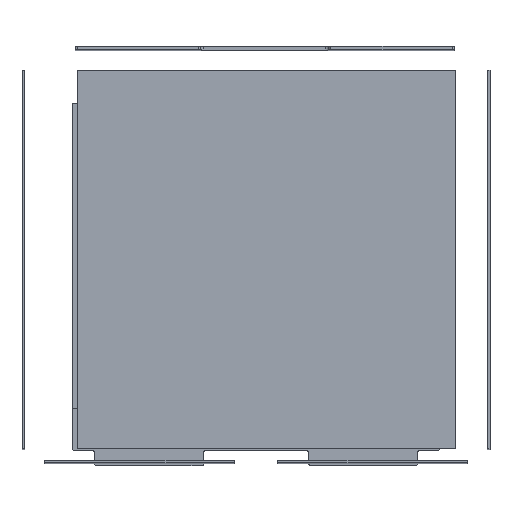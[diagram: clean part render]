
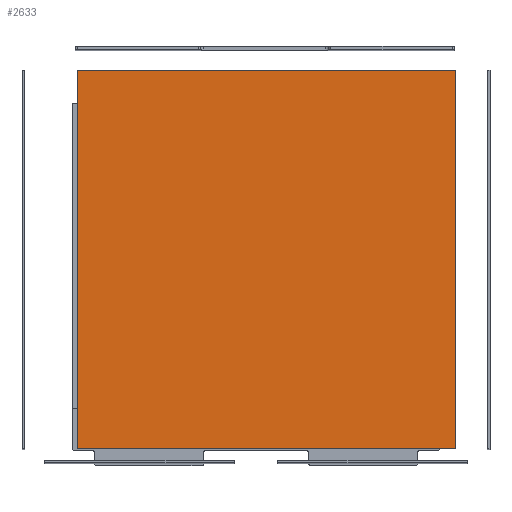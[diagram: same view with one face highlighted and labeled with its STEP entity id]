
A CAD part, top view. The second image highlights one B-rep face of the part: STEP entity #2633.
In plain terms, the highlighted face is planar.
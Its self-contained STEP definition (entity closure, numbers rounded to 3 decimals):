
#372=FACE_OUTER_BOUND('',#519,.T.);
#519=EDGE_LOOP('',(#2332,#2333,#2334,#2335));
#758=LINE('',#4443,#1019);
#761=LINE('',#4449,#1022);
#764=LINE('',#4455,#1025);
#767=LINE('',#4459,#1028);
#1019=VECTOR('',#3651,10.);
#1022=VECTOR('',#3656,10.);
#1025=VECTOR('',#3661,10.);
#1028=VECTOR('',#3666,10.);
#1273=VERTEX_POINT('',#4440);
#1274=VERTEX_POINT('',#4442);
#1276=VERTEX_POINT('',#4448);
#1278=VERTEX_POINT('',#4454);
#1628=EDGE_CURVE('',#1273,#1274,#758,.T.);
#1631=EDGE_CURVE('',#1276,#1274,#761,.T.);
#1634=EDGE_CURVE('',#1278,#1276,#764,.F.);
#1637=EDGE_CURVE('',#1278,#1273,#767,.T.);
#2332=ORIENTED_EDGE('',*,*,#1637,.F.);
#2333=ORIENTED_EDGE('',*,*,#1634,.T.);
#2334=ORIENTED_EDGE('',*,*,#1631,.T.);
#2335=ORIENTED_EDGE('',*,*,#1628,.F.);
#2504=PLANE('',#2948);
#2633=ADVANCED_FACE('',(#372),#2504,.T.);
#2948=AXIS2_PLACEMENT_3D('',#4460,#3667,#3668);
#3651=DIRECTION('',(0.,-1.,0.));
#3656=DIRECTION('',(0.,0.,-1.));
#3661=DIRECTION('',(0.,1.,0.));
#3666=DIRECTION('',(0.,0.,-1.));
#3667=DIRECTION('center_axis',(1.,0.,0.));
#3668=DIRECTION('ref_axis',(0.,0.,-1.));
#4440=CARTESIAN_POINT('',(435.,409.,-95.096));
#4442=CARTESIAN_POINT('',(435.,-25.,-95.096));
#4443=CARTESIAN_POINT('',(435.,25.,-95.096));
#4448=CARTESIAN_POINT('',(435.,-25.,338.904));
#4449=CARTESIAN_POINT('',(435.,-25.,-45.096));
#4454=CARTESIAN_POINT('',(435.,409.,338.904));
#4455=CARTESIAN_POINT('',(435.,313.,338.904));
#4459=CARTESIAN_POINT('',(435.,409.,-45.096));
#4460=CARTESIAN_POINT('Origin',(435.,217.,156.904));
